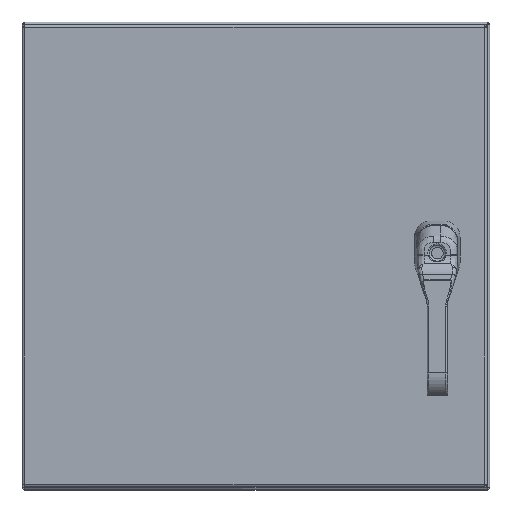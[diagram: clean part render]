
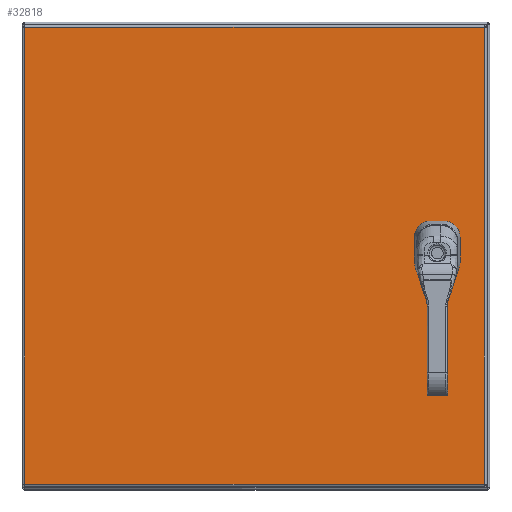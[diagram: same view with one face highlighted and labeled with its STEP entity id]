
A CAD part, top view. The second image highlights one B-rep face of the part: STEP entity #32818.
In plain terms, the highlighted planar face has unit normal (0, 0, 1).
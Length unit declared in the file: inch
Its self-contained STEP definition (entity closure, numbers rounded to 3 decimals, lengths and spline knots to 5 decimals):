
#165 = DIRECTION ( 'NONE',  ( -1., 0., 0. ) ) ;
#757 = EDGE_CURVE ( 'NONE', #36716, #32118, #26274, .T. ) ;
#2074 = DIRECTION ( 'NONE',  ( -1., 0., 0. ) ) ;
#2219 = LINE ( 'NONE', #11268, #71722 ) ;
#3265 = CARTESIAN_POINT ( 'NONE',  ( 18.15, 10.21262, 8.9175 ) ) ;
#3488 = ORIENTED_EDGE ( 'NONE', *, *, #12356, .F. ) ;
#3652 = EDGE_CURVE ( 'NONE', #19240, #47262, #39015, .T. ) ;
#3660 = CARTESIAN_POINT ( 'NONE',  ( 17.61, 8.62197, 8.9175 ) ) ;
#4141 = EDGE_CURVE ( 'NONE', #67685, #33274, #2219, .T. ) ;
#4218 = ORIENTED_EDGE ( 'NONE', *, *, #51051, .F. ) ;
#5643 = VECTOR ( 'NONE', #165, 39.37008 ) ;
#5788 = CARTESIAN_POINT ( 'NONE',  ( 19.76975, 19.76975, 8.9175 ) ) ;
#6198 = CARTESIAN_POINT ( 'NONE',  ( 9.9375, 9.6, 8.9175 ) ) ;
#7540 = FACE_BOUND ( 'NONE', #51981, .T. ) ;
#8222 = AXIS2_PLACEMENT_3D ( 'NONE', #54591, #37128, #8716 ) ;
#8597 = CARTESIAN_POINT ( 'NONE',  ( 18.15, 10., 8.9175 ) ) ;
#8716 = DIRECTION ( 'NONE',  ( -1., 0., 0. ) ) ;
#10156 = DIRECTION ( 'NONE',  ( -1., 0., 0. ) ) ;
#10427 = ORIENTED_EDGE ( 'NONE', *, *, #3652, .F. ) ;
#11268 = CARTESIAN_POINT ( 'NONE',  ( 17.35, 10., 8.9175 ) ) ;
#11317 = CARTESIAN_POINT ( 'NONE',  ( 9.9375, 10., 8.9175 ) ) ;
#11636 = ORIENTED_EDGE ( 'NONE', *, *, #47830, .F. ) ;
#12053 = FACE_BOUND ( 'NONE', #20699, .T. ) ;
#12356 = EDGE_CURVE ( 'NONE', #18325, #19240, #26618, .T. ) ;
#13407 = EDGE_CURVE ( 'NONE', #65024, #67685, #23999, .T. ) ;
#14221 = CARTESIAN_POINT ( 'NONE',  ( 17.75, 10., 8.9175 ) ) ;
#16347 = ORIENTED_EDGE ( 'NONE', *, *, #13407, .F. ) ;
#16573 = DIRECTION ( 'NONE',  ( -1., 0., 0. ) ) ;
#16958 = CARTESIAN_POINT ( 'NONE',  ( 17.96262, 10.4, 8.9175 ) ) ;
#17212 = LINE ( 'NONE', #46284, #5643 ) ;
#17524 = EDGE_LOOP ( 'NONE', ( #69528 ) ) ;
#18325 = VERTEX_POINT ( 'NONE', #42569 ) ;
#18590 = ORIENTED_EDGE ( 'NONE', *, *, #18865, .F. ) ;
#18627 = CARTESIAN_POINT ( 'NONE',  ( 19.76975, 10., 8.9175 ) ) ;
#18762 = DIRECTION ( 'NONE',  ( -1., 0., 0. ) ) ;
#18865 = EDGE_CURVE ( 'NONE', #49137, #36716, #49682, .T. ) ;
#19240 = VERTEX_POINT ( 'NONE', #24439 ) ;
#19378 = DIRECTION ( 'NONE',  ( -1., 0., 0. ) ) ;
#19721 = ORIENTED_EDGE ( 'NONE', *, *, #19907, .F. ) ;
#19907 = EDGE_CURVE ( 'NONE', #31591, #65024, #17212, .T. ) ;
#19990 = FACE_BOUND ( 'NONE', #68733, .T. ) ;
#20148 = DIRECTION ( 'NONE',  ( 0., 0., 1. ) ) ;
#20699 = EDGE_LOOP ( 'NONE', ( #19721, #62258, #10427, #3488, #4218, #43062, #36638, #16347 ) ) ;
#22042 = CARTESIAN_POINT ( 'NONE',  ( 9.9375, 19.76975, 8.9175 ) ) ;
#23546 = CARTESIAN_POINT ( 'NONE',  ( 17.53738, 10.4, 8.9175 ) ) ;
#23997 = EDGE_LOOP ( 'NONE', ( #32136, #18590, #11636, #27728 ) ) ;
#23999 = CIRCLE ( 'NONE', #32097, 0.453 ) ;
#24338 = DIRECTION ( 'NONE',  ( 0., -1., 0. ) ) ;
#24439 = CARTESIAN_POINT ( 'NONE',  ( 18.15, 9.78738, 8.9175 ) ) ;
#24972 = CARTESIAN_POINT ( 'NONE',  ( 0.10525, 0.23025, 8.9175 ) ) ;
#25516 = DIRECTION ( 'NONE',  ( -1., 0., 0. ) ) ;
#26274 = LINE ( 'NONE', #59484, #32518 ) ;
#26618 = CIRCLE ( 'NONE', #67815, 0.453 ) ;
#27533 = VERTEX_POINT ( 'NONE', #38905 ) ;
#27728 = ORIENTED_EDGE ( 'NONE', *, *, #68393, .F. ) ;
#27741 = DIRECTION ( 'NONE',  ( 1., 0., 0. ) ) ;
#28205 = DIRECTION ( 'NONE',  ( 0., -1., 0. ) ) ;
#28247 = CARTESIAN_POINT ( 'NONE',  ( 17.35, 10.21262, 8.9175 ) ) ;
#28279 = VECTOR ( 'NONE', #43222, 39.37008 ) ;
#29490 = VERTEX_POINT ( 'NONE', #68373 ) ;
#31591 = VERTEX_POINT ( 'NONE', #16958 ) ;
#32020 = AXIS2_PLACEMENT_3D ( 'NONE', #44273, #55744, #10156 ) ;
#32097 = AXIS2_PLACEMENT_3D ( 'NONE', #38131, #66280, #55065 ) ;
#32118 = VERTEX_POINT ( 'NONE', #24972 ) ;
#32136 = ORIENTED_EDGE ( 'NONE', *, *, #757, .F. ) ;
#32518 = VECTOR ( 'NONE', #19378, 39.37008 ) ;
#32818 = ADVANCED_FACE ( 'NONE', ( #19990, #58369, #7540, #12053, #42261 ), #67348, .F. ) ;
#32841 = CIRCLE ( 'NONE', #42922, 0.14 ) ;
#33274 = VERTEX_POINT ( 'NONE', #38395 ) ;
#34822 = AXIS2_PLACEMENT_3D ( 'NONE', #14221, #59105, #2074 ) ;
#36638 = ORIENTED_EDGE ( 'NONE', *, *, #4141, .F. ) ;
#36716 = VERTEX_POINT ( 'NONE', #56346 ) ;
#37128 = DIRECTION ( 'NONE',  ( 0., 0., 1. ) ) ;
#37327 = CARTESIAN_POINT ( 'NONE',  ( 17.75, 10., 8.9175 ) ) ;
#37348 = LINE ( 'NONE', #22042, #67667 ) ;
#37590 = AXIS2_PLACEMENT_3D ( 'NONE', #11317, #44730, #16573 ) ;
#38131 = CARTESIAN_POINT ( 'NONE',  ( 17.75, 10., 8.9175 ) ) ;
#38395 = CARTESIAN_POINT ( 'NONE',  ( 17.35, 9.78738, 8.9175 ) ) ;
#38905 = CARTESIAN_POINT ( 'NONE',  ( 0.10525, 19.76975, 8.9175 ) ) ;
#39015 = LINE ( 'NONE', #8597, #28279 ) ;
#42261 = FACE_OUTER_BOUND ( 'NONE', #23997, .T. ) ;
#42569 = CARTESIAN_POINT ( 'NONE',  ( 17.96262, 9.6, 8.9175 ) ) ;
#42922 = AXIS2_PLACEMENT_3D ( 'NONE', #53145, #70263, #18762 ) ;
#43062 = ORIENTED_EDGE ( 'NONE', *, *, #62237, .F. ) ;
#43222 = DIRECTION ( 'NONE',  ( 0., 1., 0. ) ) ;
#44273 = CARTESIAN_POINT ( 'NONE',  ( 17.75, 8.62197, 8.9175 ) ) ;
#44730 = DIRECTION ( 'NONE',  ( 0., 0., -1. ) ) ;
#45787 = CARTESIAN_POINT ( 'NONE',  ( 17.61, 9.11397, 8.9175 ) ) ;
#46284 = CARTESIAN_POINT ( 'NONE',  ( 9.9375, 10.4, 8.9175 ) ) ;
#47262 = VERTEX_POINT ( 'NONE', #3265 ) ;
#47434 = EDGE_CURVE ( 'NONE', #63480, #63480, #66934, .T. ) ;
#47830 = EDGE_CURVE ( 'NONE', #27533, #49137, #37348, .T. ) ;
#47949 = CARTESIAN_POINT ( 'NONE',  ( 17.75, 9.11397, 8.9175 ) ) ;
#48852 = AXIS2_PLACEMENT_3D ( 'NONE', #47949, #65346, #25516 ) ;
#49137 = VERTEX_POINT ( 'NONE', #5788 ) ;
#49682 = LINE ( 'NONE', #18627, #65623 ) ;
#51051 = EDGE_CURVE ( 'NONE', #53296, #18325, #56013, .T. ) ;
#51916 = VERTEX_POINT ( 'NONE', #45787 ) ;
#51981 = EDGE_LOOP ( 'NONE', ( #67906 ) ) ;
#53145 = CARTESIAN_POINT ( 'NONE',  ( 17.75, 10.88497, 8.9175 ) ) ;
#53296 = VERTEX_POINT ( 'NONE', #57948 ) ;
#54038 = DIRECTION ( 'NONE',  ( 0., 1., 0. ) ) ;
#54591 = CARTESIAN_POINT ( 'NONE',  ( 17.75, 10., 8.9175 ) ) ;
#55065 = DIRECTION ( 'NONE',  ( -1., 0., 0. ) ) ;
#55744 = DIRECTION ( 'NONE',  ( 0., 0., 1. ) ) ;
#56013 = LINE ( 'NONE', #6198, #73830 ) ;
#56346 = CARTESIAN_POINT ( 'NONE',  ( 19.76975, 0.23025, 8.9175 ) ) ;
#56539 = ORIENTED_EDGE ( 'NONE', *, *, #47434, .F. ) ;
#57246 = DIRECTION ( 'NONE',  ( 1., 0., 0. ) ) ;
#57948 = CARTESIAN_POINT ( 'NONE',  ( 17.53738, 9.6, 8.9175 ) ) ;
#58369 = FACE_BOUND ( 'NONE', #17524, .T. ) ;
#59105 = DIRECTION ( 'NONE',  ( 0., 0., 1. ) ) ;
#59484 = CARTESIAN_POINT ( 'NONE',  ( 9.9375, 0.23025, 8.9175 ) ) ;
#62237 = EDGE_CURVE ( 'NONE', #33274, #53296, #67820, .T. ) ;
#62258 = ORIENTED_EDGE ( 'NONE', *, *, #63980, .F. ) ;
#62293 = LINE ( 'NONE', #71908, #71089 ) ;
#63480 = VERTEX_POINT ( 'NONE', #3660 ) ;
#63980 = EDGE_CURVE ( 'NONE', #47262, #31591, #70658, .T. ) ;
#64416 = EDGE_CURVE ( 'NONE', #51916, #51916, #65169, .T. ) ;
#64983 = DIRECTION ( 'NONE',  ( -1., 0., 0. ) ) ;
#65024 = VERTEX_POINT ( 'NONE', #23546 ) ;
#65169 = CIRCLE ( 'NONE', #48852, 0.14 ) ;
#65346 = DIRECTION ( 'NONE',  ( 0., 0., 1. ) ) ;
#65623 = VECTOR ( 'NONE', #24338, 39.37008 ) ;
#66280 = DIRECTION ( 'NONE',  ( 0., 0., 1. ) ) ;
#66934 = CIRCLE ( 'NONE', #32020, 0.14 ) ;
#67348 = PLANE ( 'NONE',  #37590 ) ;
#67667 = VECTOR ( 'NONE', #27741, 39.37008 ) ;
#67685 = VERTEX_POINT ( 'NONE', #28247 ) ;
#67815 = AXIS2_PLACEMENT_3D ( 'NONE', #37327, #20148, #64983 ) ;
#67820 = CIRCLE ( 'NONE', #34822, 0.453 ) ;
#67906 = ORIENTED_EDGE ( 'NONE', *, *, #70708, .F. ) ;
#68373 = CARTESIAN_POINT ( 'NONE',  ( 17.61, 10.88497, 8.9175 ) ) ;
#68393 = EDGE_CURVE ( 'NONE', #32118, #27533, #62293, .T. ) ;
#68733 = EDGE_LOOP ( 'NONE', ( #56539 ) ) ;
#69528 = ORIENTED_EDGE ( 'NONE', *, *, #64416, .F. ) ;
#70263 = DIRECTION ( 'NONE',  ( 0., 0., 1. ) ) ;
#70658 = CIRCLE ( 'NONE', #8222, 0.453 ) ;
#70708 = EDGE_CURVE ( 'NONE', #29490, #29490, #32841, .T. ) ;
#71089 = VECTOR ( 'NONE', #54038, 39.37008 ) ;
#71722 = VECTOR ( 'NONE', #28205, 39.37008 ) ;
#71908 = CARTESIAN_POINT ( 'NONE',  ( 0.10525, 10., 8.9175 ) ) ;
#73830 = VECTOR ( 'NONE', #57246, 39.37008 ) ;
